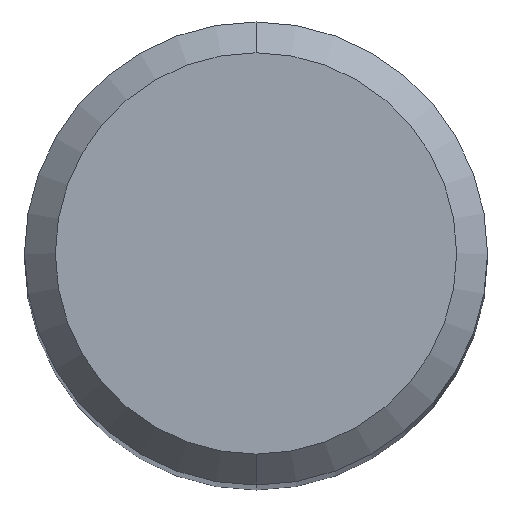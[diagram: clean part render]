
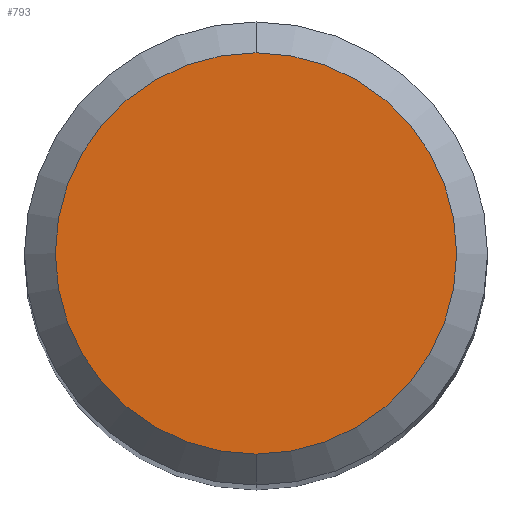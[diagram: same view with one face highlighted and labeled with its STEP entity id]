
A CAD part, top view. The second image highlights one B-rep face of the part: STEP entity #793.
In plain terms, the highlighted planar face has unit normal (0, 0, 1).
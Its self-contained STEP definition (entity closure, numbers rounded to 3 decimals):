
#793=ADVANCED_FACE('',(#2082),#2083,.T.);
#871=VERTEX_POINT('',#2170);
#1445=EDGE_CURVE('',#871,#1511,#2805,.T.);
#1511=VERTEX_POINT('',#2876);
#1785=EDGE_CURVE('',#1511,#871,#3171,.T.);
#2082=FACE_OUTER_BOUND('',#4774,.T.);
#2083=PLANE('',#4775);
#2170=CARTESIAN_POINT('',(0.0,2.6,0.0));
#2805=CIRCLE('',#12663,2.6);
#2876=CARTESIAN_POINT('',(0.,-2.6,0.0));
#3171=CIRCLE('',#16396,2.6);
#4774=EDGE_LOOP('',(#18022,#18023));
#4775=AXIS2_PLACEMENT_3D('',#18024,#18025,#18026);
#12663=AXIS2_PLACEMENT_3D('',#18773,#18774,#18775);
#16396=AXIS2_PLACEMENT_3D('',#19039,#19040,#19041);
#18022=ORIENTED_EDGE('',*,*,#1445,.F.);
#18023=ORIENTED_EDGE('',*,*,#1785,.F.);
#18024=CARTESIAN_POINT('',(0.0,1.3,0.0));
#18025=DIRECTION('',(-0.0,0.0,1.0));
#18026=DIRECTION('',(0.0,-1.0,0.0));
#18773=CARTESIAN_POINT('',(0.0,0.0,0.0));
#18774=DIRECTION('',(0.0,0.0,-1.0));
#18775=DIRECTION('',(0.0,1.0,0.0));
#19039=CARTESIAN_POINT('',(0.0,0.0,0.0));
#19040=DIRECTION('',(0.0,0.0,-1.0));
#19041=DIRECTION('',(0.0,1.0,0.0));
